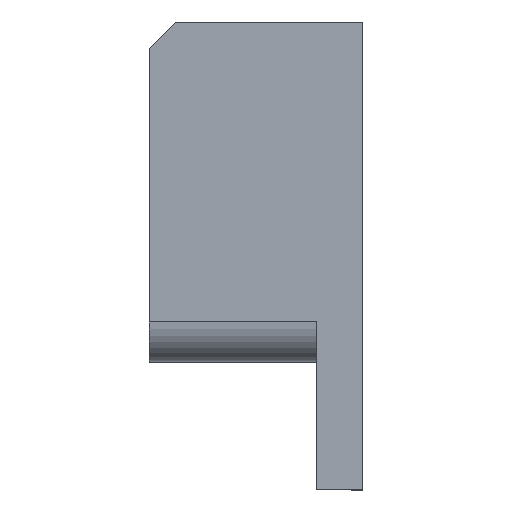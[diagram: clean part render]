
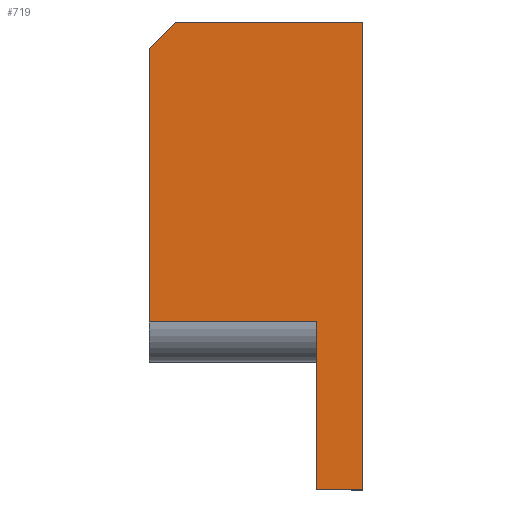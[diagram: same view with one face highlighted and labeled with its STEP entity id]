
A CAD part, front view. The second image highlights one B-rep face of the part: STEP entity #719.
In plain terms, the highlighted planar face has unit normal (0, -1, 0).
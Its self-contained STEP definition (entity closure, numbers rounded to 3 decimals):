
#1 = AXIS2_PLACEMENT_3D ( 'NONE', #110, #747, #679 ) ;
#7 = ORIENTED_EDGE ( 'NONE', *, *, #432, .T. ) ;
#11 = CARTESIAN_POINT ( 'NONE',  ( 4.5, -36., 27.568 ) ) ;
#52 = CARTESIAN_POINT ( 'NONE',  ( 8., -36., 50. ) ) ;
#82 = CARTESIAN_POINT ( 'NONE',  ( -8., -36., 50. ) ) ;
#110 = CARTESIAN_POINT ( 'NONE',  ( 8., -36., 50. ) ) ;
#120 = ORIENTED_EDGE ( 'NONE', *, *, #252, .T. ) ;
#122 = VECTOR ( 'NONE', #813, 1000. ) ;
#140 = LINE ( 'NONE', #777, #787 ) ;
#144 = CARTESIAN_POINT ( 'NONE',  ( 8., -36., 15. ) ) ;
#146 = VERTEX_POINT ( 'NONE', #756 ) ;
#152 = EDGE_CURVE ( 'NONE', #520, #626, #194, .T. ) ;
#178 = ORIENTED_EDGE ( 'NONE', *, *, #152, .F. ) ;
#184 = EDGE_CURVE ( 'NONE', #520, #146, #393, .T. ) ;
#194 = LINE ( 'NONE', #445, #447 ) ;
#210 = DIRECTION ( 'NONE',  ( -0.707, 0., -0.707 ) ) ;
#249 = CARTESIAN_POINT ( 'NONE',  ( 8., -36., 50. ) ) ;
#252 = EDGE_CURVE ( 'NONE', #146, #621, #140, .T. ) ;
#256 = CARTESIAN_POINT ( 'NONE',  ( -8., -36., 27.568 ) ) ;
#336 = DIRECTION ( 'NONE',  ( 0., 0., -1. ) ) ;
#373 = CARTESIAN_POINT ( 'NONE',  ( 4.5, -36., 27.568 ) ) ;
#374 = EDGE_CURVE ( 'NONE', #621, #469, #396, .T. ) ;
#382 = EDGE_LOOP ( 'NONE', ( #493, #120, #786, #526, #7, #580, #178 ) ) ;
#385 = CARTESIAN_POINT ( 'NONE',  ( 4.5, -36., 15. ) ) ;
#393 = LINE ( 'NONE', #52, #425 ) ;
#396 = LINE ( 'NONE', #82, #416 ) ;
#399 = DIRECTION ( 'NONE',  ( -1., 0., 0. ) ) ;
#416 = VECTOR ( 'NONE', #336, 1000. ) ;
#419 = CARTESIAN_POINT ( 'NONE',  ( 8., -36., 15. ) ) ;
#425 = VECTOR ( 'NONE', #471, 1000. ) ;
#432 = EDGE_CURVE ( 'NONE', #595, #518, #542, .T. ) ;
#435 = VECTOR ( 'NONE', #733, 1000. ) ;
#445 = CARTESIAN_POINT ( 'NONE',  ( 8., -36., 50. ) ) ;
#447 = VECTOR ( 'NONE', #692, 1000. ) ;
#456 = CARTESIAN_POINT ( 'NONE',  ( -8., -36., 48. ) ) ;
#469 = VERTEX_POINT ( 'NONE', #256 ) ;
#471 = DIRECTION ( 'NONE',  ( -1., 0., 0. ) ) ;
#493 = ORIENTED_EDGE ( 'NONE', *, *, #184, .T. ) ;
#496 = CARTESIAN_POINT ( 'NONE',  ( 4.5, -36., 50. ) ) ;
#507 = FACE_OUTER_BOUND ( 'NONE', #382, .T. ) ;
#518 = VERTEX_POINT ( 'NONE', #385 ) ;
#520 = VERTEX_POINT ( 'NONE', #249 ) ;
#526 = ORIENTED_EDGE ( 'NONE', *, *, #660, .T. ) ;
#542 = LINE ( 'NONE', #496, #435 ) ;
#580 = ORIENTED_EDGE ( 'NONE', *, *, #634, .F. ) ;
#595 = VERTEX_POINT ( 'NONE', #11 ) ;
#620 = PLANE ( 'NONE',  #1 ) ;
#621 = VERTEX_POINT ( 'NONE', #456 ) ;
#626 = VERTEX_POINT ( 'NONE', #419 ) ;
#627 = LINE ( 'NONE', #373, #122 ) ;
#634 = EDGE_CURVE ( 'NONE', #626, #518, #707, .T. ) ;
#660 = EDGE_CURVE ( 'NONE', #469, #595, #627, .T. ) ;
#679 = DIRECTION ( 'NONE',  ( 0., 0., 1. ) ) ;
#692 = DIRECTION ( 'NONE',  ( 0., 0., -1. ) ) ;
#703 = VECTOR ( 'NONE', #399, 1000. ) ;
#707 = LINE ( 'NONE', #144, #703 ) ;
#719 = ADVANCED_FACE ( 'NONE', ( #507 ), #620, .F. ) ;
#733 = DIRECTION ( 'NONE',  ( 0., 0., -1. ) ) ;
#747 = DIRECTION ( 'NONE',  ( 0., 1., 0. ) ) ;
#756 = CARTESIAN_POINT ( 'NONE',  ( -6., -36., 50. ) ) ;
#777 = CARTESIAN_POINT ( 'NONE',  ( -6., -36., 50. ) ) ;
#786 = ORIENTED_EDGE ( 'NONE', *, *, #374, .T. ) ;
#787 = VECTOR ( 'NONE', #210, 1000. ) ;
#813 = DIRECTION ( 'NONE',  ( 1., 0., 0. ) ) ;
